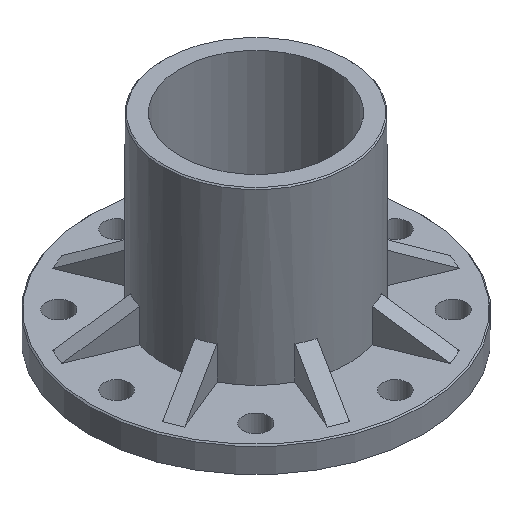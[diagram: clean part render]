
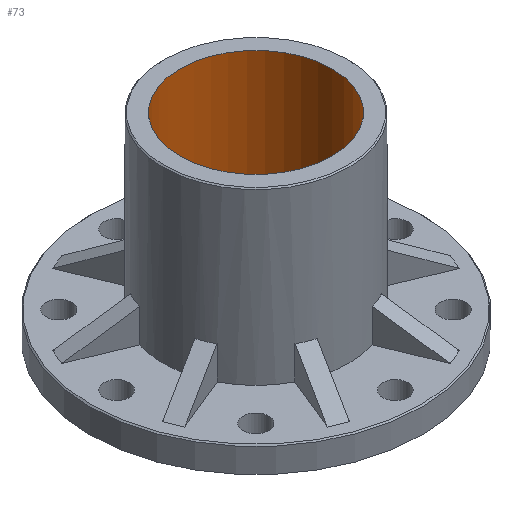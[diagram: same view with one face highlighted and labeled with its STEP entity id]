
A CAD part, isometric view. The second image highlights one B-rep face of the part: STEP entity #73.
In plain terms, the highlighted cylindrical face has radius 65.4 mm (diameter 130.8 mm), a full revolution.
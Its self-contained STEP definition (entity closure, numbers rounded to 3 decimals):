
#73 = ADVANCED_FACE( '', ( #183, #184 ), #185, .F. );
#183 = FACE_OUTER_BOUND( '', #362, .T. );
#184 = FACE_OUTER_BOUND( '', #363, .T. );
#185 = CYLINDRICAL_SURFACE( '', #364, 65.4 );
#362 = EDGE_LOOP( '', ( #541 ) );
#363 = EDGE_LOOP( '', ( #542 ) );
#364 = AXIS2_PLACEMENT_3D( '', #543, #544, #545 );
#541 = ORIENTED_EDGE( '', *, *, #915, .F. );
#542 = ORIENTED_EDGE( '', *, *, #912, .F. );
#543 = CARTESIAN_POINT( '', ( 0., 0., 24. ) );
#544 = DIRECTION( '', ( 0., 0., -1. ) );
#545 = DIRECTION( '', ( 1., 0., 0. ) );
#912 = EDGE_CURVE( '', #1060, #1060, #1061, .T. );
#915 = EDGE_CURVE( '', #1065, #1065, #1066, .T. );
#1060 = VERTEX_POINT( '', #1284 );
#1061 = CIRCLE( '', #1285, 65.4 );
#1065 = VERTEX_POINT( '', #1289 );
#1066 = CIRCLE( '', #1290, 65.4 );
#1284 = CARTESIAN_POINT( '', ( 65.4, 0., 0. ) );
#1285 = AXIS2_PLACEMENT_3D( '', #1553, #1554, #1555 );
#1289 = CARTESIAN_POINT( '', ( -65.4, 0., 171. ) );
#1290 = AXIS2_PLACEMENT_3D( '', #1559, #1560, #1561 );
#1553 = CARTESIAN_POINT( '', ( 0., 0., 0. ) );
#1554 = DIRECTION( '', ( 0., 0., 1. ) );
#1555 = DIRECTION( '', ( 1., 0., 0. ) );
#1559 = CARTESIAN_POINT( '', ( 0., 0., 171. ) );
#1560 = DIRECTION( '', ( 0., 0., -1. ) );
#1561 = DIRECTION( '', ( -1., 0., 0. ) );
